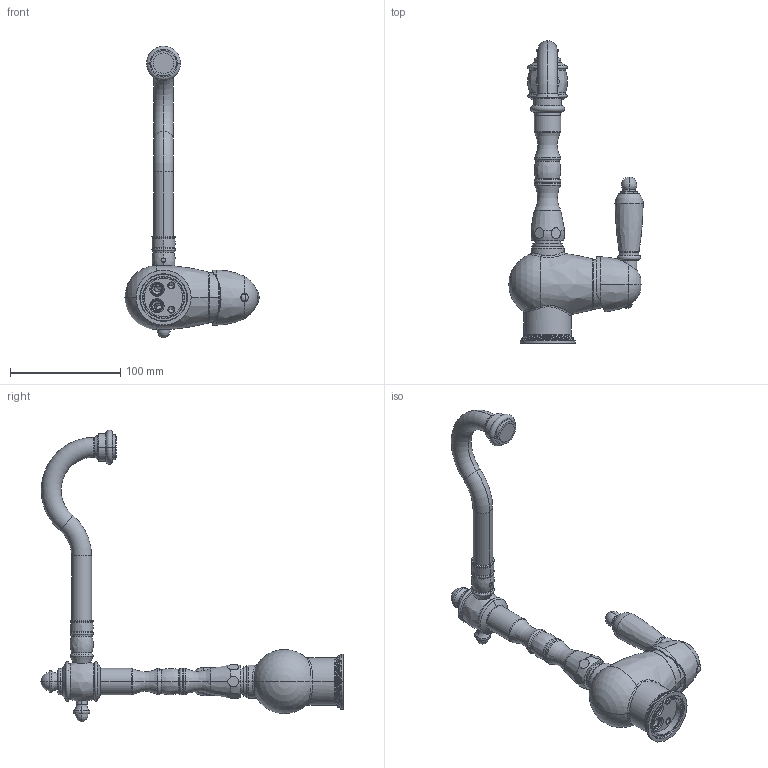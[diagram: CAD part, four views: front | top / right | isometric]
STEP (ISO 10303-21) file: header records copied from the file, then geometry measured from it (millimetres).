
FILE_DESCRIPTION((''),'2;1');
FILE_NAME('FME181CR','2021-04-14T11:07:03',('ut3'),('PAFFONI SpA'),'CREO PARAMETRIC BY PTC INC, 2020044','CREO PARAMETRIC BY PTC INC, 2020044','');
FILE_SCHEMA(('CONFIG_CONTROL_DESIGN','SHAPE_APPEARANCE_LAYERS_GROUPS'));
Length unit declared in the file: millimetre
Products named in the file (1): FME181CR
Bounding box: 121.91 x 274.3 x 264.73 mm (x, y, z)
Volume: 363553 mm3; surface area: 88807.4 mm2
Topology: 1 solids, 1 shells, 457 faces, 1077 edges, 634 vertices
Faces by surface type: cylinder 121, plane 105, cone 101, torus 86, bspline 32, sphere 10, revolution 2
Entity records: 21815 total; most frequent: CARTESIAN_POINT 8098, DIRECTION 2294, ORIENTED_EDGE 2098, EDGE_CURVE 1049, AXIS2_PLACEMENT_3D 977, VERTEX_POINT 634, CIRCLE 554, EDGE_LOOP 507
